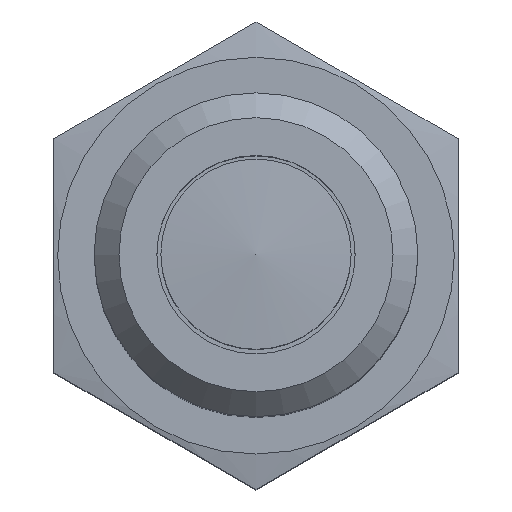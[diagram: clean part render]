
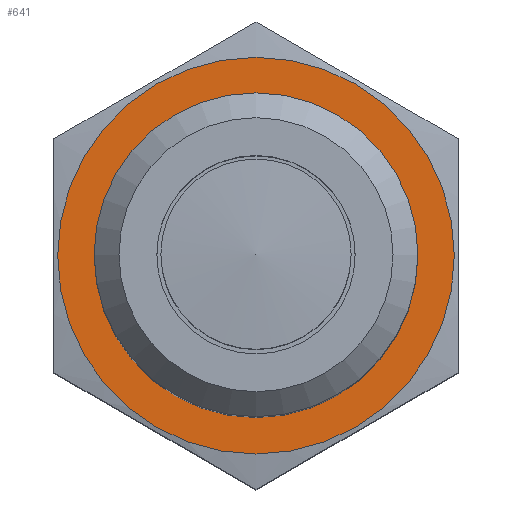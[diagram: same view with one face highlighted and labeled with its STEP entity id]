
A CAD part, top view. The second image highlights one B-rep face of the part: STEP entity #641.
In plain terms, the highlighted face is planar.
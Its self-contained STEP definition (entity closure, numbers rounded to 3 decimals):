
#170=ORIENTED_EDGE('',*,*,#249,.F.);
#171=ORIENTED_EDGE('',*,*,#250,.T.);
#249=EDGE_CURVE('',#298,#298,#329,.T.);
#250=EDGE_CURVE('',#299,#299,#330,.T.);
#298=VERTEX_POINT('',#940);
#299=VERTEX_POINT('',#942);
#329=CIRCLE('',#701,4.9);
#330=CIRCLE('',#702,4.);
#369=EDGE_LOOP('',(#170));
#370=EDGE_LOOP('',(#171));
#423=FACE_BOUND('',#369,.T.);
#424=FACE_BOUND('',#370,.T.);
#455=PLANE('',#700);
#641=ADVANCED_FACE('',(#423,#424),#455,.F.);
#700=AXIS2_PLACEMENT_3D('',#938,#811,#812);
#701=AXIS2_PLACEMENT_3D('',#939,#813,#814);
#702=AXIS2_PLACEMENT_3D('',#941,#815,#816);
#811=DIRECTION('',(1.,0.,0.));
#812=DIRECTION('',(0.,0.,-1.));
#813=DIRECTION('',(1.,0.,0.));
#814=DIRECTION('',(0.,0.,-1.));
#815=DIRECTION('',(1.,0.,0.));
#816=DIRECTION('',(0.,0.,-1.));
#938=CARTESIAN_POINT('',(0.,0.,0.));
#939=CARTESIAN_POINT('',(0.,0.,0.));
#940=CARTESIAN_POINT('',(0.,0.,-4.9));
#941=CARTESIAN_POINT('',(0.,0.,0.));
#942=CARTESIAN_POINT('',(0.,0.,-4.));
